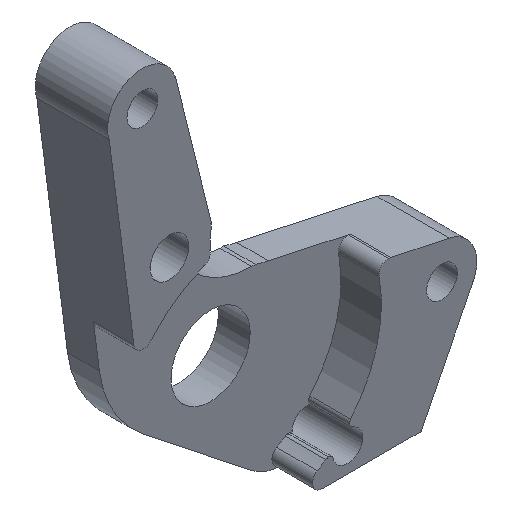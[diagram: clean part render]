
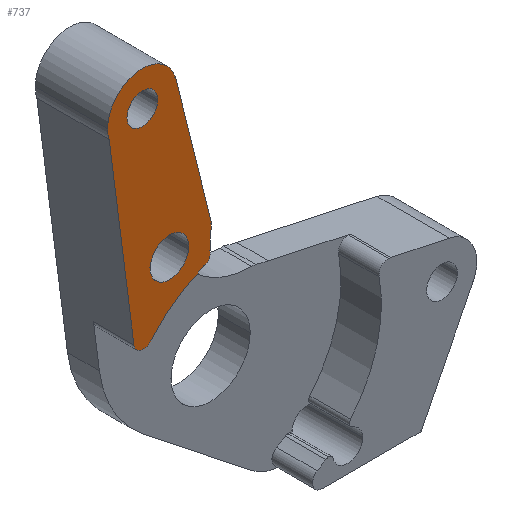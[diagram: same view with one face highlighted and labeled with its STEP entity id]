
A CAD part, isometric view. The second image highlights one B-rep face of the part: STEP entity #737.
In plain terms, the highlighted planar face has unit normal (0, -1, 0).
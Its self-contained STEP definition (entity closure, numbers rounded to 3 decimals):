
#7 = AXIS2_PLACEMENT_3D ( 'NONE', #948, #1383, #157 ) ;
#12 = EDGE_CURVE ( 'NONE', #1507, #387, #712, .T. ) ;
#20 = EDGE_CURVE ( 'NONE', #840, #1507, #179, .T. ) ;
#72 = CARTESIAN_POINT ( 'NONE',  ( -13.921, 14.7, 29.906 ) ) ;
#83 = CARTESIAN_POINT ( 'NONE',  ( -15.521, 14.7, 29.906 ) ) ;
#120 = DIRECTION ( 'NONE',  ( -1., 0., 0. ) ) ;
#157 = DIRECTION ( 'NONE',  ( -1., 0., 0. ) ) ;
#171 = AXIS2_PLACEMENT_3D ( 'NONE', #83, #1193, #594 ) ;
#175 = AXIS2_PLACEMENT_3D ( 'NONE', #892, #907, #1377 ) ;
#177 = CARTESIAN_POINT ( 'NONE',  ( -10.714, 14.7, 15.171 ) ) ;
#179 = LINE ( 'NONE', #329, #1141 ) ;
#186 = ORIENTED_EDGE ( 'NONE', *, *, #581, .F. ) ;
#200 = ORIENTED_EDGE ( 'NONE', *, *, #725, .F. ) ;
#220 = LINE ( 'NONE', #1086, #534 ) ;
#256 = AXIS2_PLACEMENT_3D ( 'NONE', #1460, #1358, #259 ) ;
#259 = DIRECTION ( 'NONE',  ( 0., 0., 1. ) ) ;
#283 = CARTESIAN_POINT ( 'NONE',  ( -8.466, 14.7, 13.621 ) ) ;
#290 = CARTESIAN_POINT ( 'NONE',  ( -15.404, 14.7, 9.265 ) ) ;
#307 = ORIENTED_EDGE ( 'NONE', *, *, #551, .F. ) ;
#329 = CARTESIAN_POINT ( 'NONE',  ( -12.08, 14.7, 30.964 ) ) ;
#335 = DIRECTION ( 'NONE',  ( 0., -1., 0. ) ) ;
#352 = EDGE_CURVE ( 'NONE', #430, #1307, #1061, .T. ) ;
#387 = VERTEX_POINT ( 'NONE', #283 ) ;
#390 = AXIS2_PLACEMENT_3D ( 'NONE', #815, #800, #1289 ) ;
#409 = DIRECTION ( 'NONE',  ( 0., -1., 0. ) ) ;
#430 = VERTEX_POINT ( 'NONE', #1435 ) ;
#433 = AXIS2_PLACEMENT_3D ( 'NONE', #1116, #627, #1111 ) ;
#453 = FACE_OUTER_BOUND ( 'NONE', #1282, .T. ) ;
#463 = CARTESIAN_POINT ( 'NONE',  ( -15.521, 14.7, 29.906 ) ) ;
#487 = CARTESIAN_POINT ( 'NONE',  ( -14.714, 14.7, 15.171 ) ) ;
#513 = ORIENTED_EDGE ( 'NONE', *, *, #1263, .T. ) ;
#517 = EDGE_CURVE ( 'NONE', #1001, #763, #1126, .T. ) ;
#518 = ORIENTED_EDGE ( 'NONE', *, *, #759, .F. ) ;
#523 = ORIENTED_EDGE ( 'NONE', *, *, #517, .T. ) ;
#534 = VECTOR ( 'NONE', #709, 1000. ) ;
#547 = CARTESIAN_POINT ( 'NONE',  ( -15.521, 14.7, 29.906 ) ) ;
#551 = EDGE_CURVE ( 'NONE', #810, #1237, #564, .T. ) ;
#564 = CIRCLE ( 'NONE', #1450, 1.6 ) ;
#581 = EDGE_CURVE ( 'NONE', #1237, #810, #963, .T. ) ;
#583 = FACE_BOUND ( 'NONE', #911, .T. ) ;
#594 = DIRECTION ( 'NONE',  ( 1., 0., 0. ) ) ;
#598 = CARTESIAN_POINT ( 'NONE',  ( -15.521, 14.7, 29.906 ) ) ;
#600 = CIRCLE ( 'NONE', #935, 2. ) ;
#627 = DIRECTION ( 'NONE',  ( 0., 1., 0. ) ) ;
#709 = DIRECTION ( 'NONE',  ( -0.129, 0., 0.992 ) ) ;
#712 = CIRCLE ( 'NONE', #390, 8.5 ) ;
#725 = EDGE_CURVE ( 'NONE', #995, #1544, #1586, .T. ) ;
#726 = CIRCLE ( 'NONE', #1564, 1. ) ;
#737 = ADVANCED_FACE ( 'NONE', ( #453, #951, #583 ), #1550, .F. ) ;
#753 = AXIS2_PLACEMENT_3D ( 'NONE', #598, #335, #1182 ) ;
#759 = EDGE_CURVE ( 'NONE', #1562, #995, #220, .T. ) ;
#761 = DIRECTION ( 'NONE',  ( 0., 1., 0. ) ) ;
#763 = VERTEX_POINT ( 'NONE', #177 ) ;
#769 = CARTESIAN_POINT ( 'NONE',  ( -19.121, 14.7, 29.906 ) ) ;
#800 = DIRECTION ( 'NONE',  ( 0., -1., 0. ) ) ;
#809 = CARTESIAN_POINT ( 'NONE',  ( -12.08, 14.7, 30.964 ) ) ;
#810 = VERTEX_POINT ( 'NONE', #814 ) ;
#814 = CARTESIAN_POINT ( 'NONE',  ( -17.121, 14.7, 29.906 ) ) ;
#815 = CARTESIAN_POINT ( 'NONE',  ( 0., 14.7, 14.385 ) ) ;
#816 = DIRECTION ( 'NONE',  ( -1., 0., 0. ) ) ;
#830 = CARTESIAN_POINT ( 'NONE',  ( -18.962, 14.7, 28.848 ) ) ;
#839 = EDGE_CURVE ( 'NONE', #1562, #1307, #726, .T. ) ;
#840 = VERTEX_POINT ( 'NONE', #809 ) ;
#889 = EDGE_CURVE ( 'NONE', #1544, #840, #1452, .T. ) ;
#892 = CARTESIAN_POINT ( 'NONE',  ( -9.462, 14.7, 13.531 ) ) ;
#907 = DIRECTION ( 'NONE',  ( 0., -1., 0. ) ) ;
#911 = EDGE_LOOP ( 'NONE', ( #523, #513 ) ) ;
#912 = DIRECTION ( 'NONE',  ( 0., 0., 1. ) ) ;
#935 = AXIS2_PLACEMENT_3D ( 'NONE', #1225, #761, #120 ) ;
#948 = CARTESIAN_POINT ( 'NONE',  ( -15.521, 14.7, 29.906 ) ) ;
#951 = FACE_BOUND ( 'NONE', #1504, .T. ) ;
#961 = DIRECTION ( 'NONE',  ( 0.242, 0., -0.97 ) ) ;
#963 = CIRCLE ( 'NONE', #753, 1.6 ) ;
#995 = VERTEX_POINT ( 'NONE', #830 ) ;
#1001 = VERTEX_POINT ( 'NONE', #487 ) ;
#1032 = CARTESIAN_POINT ( 'NONE',  ( -16.396, 14.7, 9.136 ) ) ;
#1061 = CIRCLE ( 'NONE', #256, 13.5 ) ;
#1082 = ORIENTED_EDGE ( 'NONE', *, *, #839, .T. ) ;
#1086 = CARTESIAN_POINT ( 'NONE',  ( -16.396, 14.7, 9.136 ) ) ;
#1097 = DIRECTION ( 'NONE',  ( -1., 0., 0. ) ) ;
#1103 = CARTESIAN_POINT ( 'NONE',  ( -14.635, 14.7, 8.626 ) ) ;
#1111 = DIRECTION ( 'NONE',  ( -1., 0., 0. ) ) ;
#1116 = CARTESIAN_POINT ( 'NONE',  ( -12.714, 14.7, 15.171 ) ) ;
#1120 = ORIENTED_EDGE ( 'NONE', *, *, #1595, .T. ) ;
#1126 = CIRCLE ( 'NONE', #433, 2. ) ;
#1141 = VECTOR ( 'NONE', #961, 1000. ) ;
#1182 = DIRECTION ( 'NONE',  ( -1., 0., 0. ) ) ;
#1193 = DIRECTION ( 'NONE',  ( 0., 1., 0. ) ) ;
#1225 = CARTESIAN_POINT ( 'NONE',  ( -12.714, 14.7, 15.171 ) ) ;
#1226 = AXIS2_PLACEMENT_3D ( 'NONE', #547, #1511, #816 ) ;
#1237 = VERTEX_POINT ( 'NONE', #72 ) ;
#1263 = EDGE_CURVE ( 'NONE', #763, #1001, #600, .T. ) ;
#1282 = EDGE_LOOP ( 'NONE', ( #1389, #1120, #1337, #1396, #1439, #200, #518, #1082 ) ) ;
#1289 = DIRECTION ( 'NONE',  ( 0., 0., 1. ) ) ;
#1307 = VERTEX_POINT ( 'NONE', #1103 ) ;
#1337 = ORIENTED_EDGE ( 'NONE', *, *, #12, .F. ) ;
#1358 = DIRECTION ( 'NONE',  ( 0., -1., 0. ) ) ;
#1375 = CIRCLE ( 'NONE', #175, 1. ) ;
#1377 = DIRECTION ( 'NONE',  ( 0., 0., 1. ) ) ;
#1383 = DIRECTION ( 'NONE',  ( 0., 1., 0. ) ) ;
#1389 = ORIENTED_EDGE ( 'NONE', *, *, #352, .F. ) ;
#1396 = ORIENTED_EDGE ( 'NONE', *, *, #20, .F. ) ;
#1435 = CARTESIAN_POINT ( 'NONE',  ( -9.102, 14.7, 12.598 ) ) ;
#1439 = ORIENTED_EDGE ( 'NONE', *, *, #889, .F. ) ;
#1444 = DIRECTION ( 'NONE',  ( 0., -1., 0. ) ) ;
#1450 = AXIS2_PLACEMENT_3D ( 'NONE', #463, #1444, #1097 ) ;
#1452 = CIRCLE ( 'NONE', #7, 3.6 ) ;
#1460 = CARTESIAN_POINT ( 'NONE',  ( -4.25, 14.7, 0. ) ) ;
#1504 = EDGE_LOOP ( 'NONE', ( #307, #186 ) ) ;
#1507 = VERTEX_POINT ( 'NONE', #1567 ) ;
#1511 = DIRECTION ( 'NONE',  ( 0., 1., 0. ) ) ;
#1544 = VERTEX_POINT ( 'NONE', #769 ) ;
#1550 = PLANE ( 'NONE',  #171 ) ;
#1562 = VERTEX_POINT ( 'NONE', #1032 ) ;
#1564 = AXIS2_PLACEMENT_3D ( 'NONE', #290, #409, #912 ) ;
#1567 = CARTESIAN_POINT ( 'NONE',  ( -8.35, 14.7, 15.977 ) ) ;
#1586 = CIRCLE ( 'NONE', #1226, 3.6 ) ;
#1595 = EDGE_CURVE ( 'NONE', #430, #387, #1375, .T. ) ;
